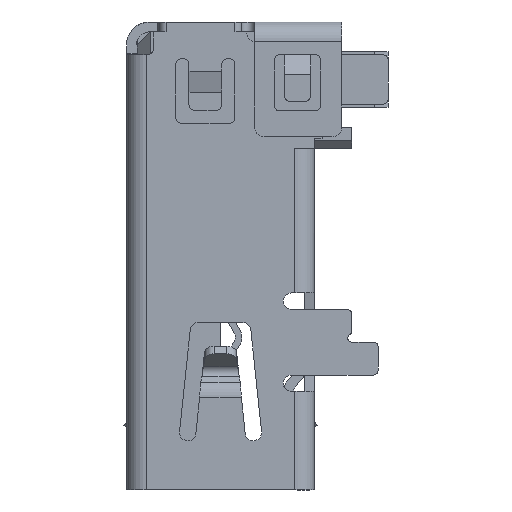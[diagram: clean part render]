
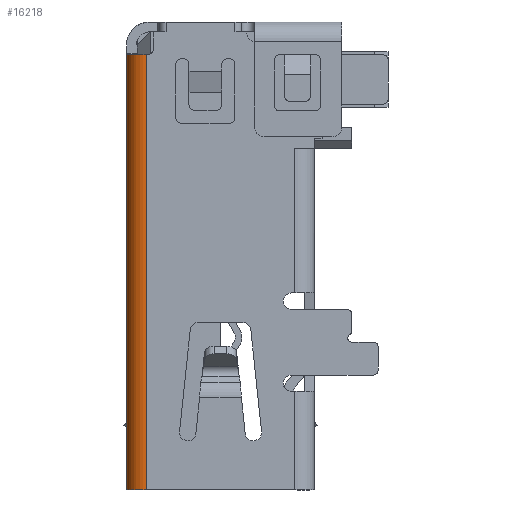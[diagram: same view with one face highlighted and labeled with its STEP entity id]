
A CAD part, left-side view. The second image highlights one B-rep face of the part: STEP entity #16218.
In plain terms, the highlighted cylindrical face has radius 0.6 mm (diameter 1.2 mm), a partial arc.
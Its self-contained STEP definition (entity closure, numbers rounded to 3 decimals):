
#253=CARTESIAN_POINT('',(-5.95,4.82,13.25));
#254=DIRECTION('',(0.,0.,1.));
#255=DIRECTION('',(0.,1.,0.));
#256=AXIS2_PLACEMENT_3D('',#253,#254,#255);
#2055=CARTESIAN_POINT('',(-5.95,4.82,0.));
#2056=DIRECTION('',(0.,0.,-1.));
#2057=DIRECTION('',(-1.,0.,0.));
#2058=AXIS2_PLACEMENT_3D('',#2055,#2056,#2057);
#4064=DIRECTION('',(0.,0.,1.));
#4065=VECTOR('',#4064,13.25);
#4066=CARTESIAN_POINT('',(-6.55,4.82,0.));
#4067=LINE('',#4066,#4065);
#4068=DIRECTION('',(0.,0.,-1.));
#4069=VECTOR('',#4068,13.25);
#4070=CARTESIAN_POINT('',(-5.95,5.42,13.25));
#4071=LINE('',#4070,#4069);
#10485=CARTESIAN_POINT('',(-5.95,5.42,13.25));
#10486=VERTEX_POINT('',#10485);
#10487=CARTESIAN_POINT('',(-5.95,5.42,0.));
#10488=VERTEX_POINT('',#10487);
#10501=CARTESIAN_POINT('',(-6.55,4.82,13.25));
#10502=VERTEX_POINT('',#10501);
#10659=CARTESIAN_POINT('',(-6.55,4.82,0.));
#10660=VERTEX_POINT('',#10659);
#16207=CARTESIAN_POINT('',(-5.95,4.82,0.));
#16208=DIRECTION('',(0.,0.,1.));
#16209=DIRECTION('',(1.,0.,0.));
#16210=AXIS2_PLACEMENT_3D('',#16207,#16208,#16209);
#16211=CYLINDRICAL_SURFACE('',#16210,0.6);
#16212=ORIENTED_EDGE('',*,*,#16074,.F.);
#16213=ORIENTED_EDGE('',*,*,#13496,.T.);
#16214=ORIENTED_EDGE('',*,*,#13158,.F.);
#16215=ORIENTED_EDGE('',*,*,#11579,.T.);
#16216=EDGE_LOOP('',(#16212,#16213,#16214,#16215));
#16217=FACE_OUTER_BOUND('',#16216,.F.);
#16218=ADVANCED_FACE('',(#16217),#16211,.T.);
#257=CIRCLE('',#256,0.6);
#2059=CIRCLE('',#2058,0.6);
#11579=EDGE_CURVE('',#10486,#10502,#257,.T.);
#13158=EDGE_CURVE('',#10486,#10488,#4071,.T.);
#13496=EDGE_CURVE('',#10660,#10488,#2059,.T.);
#16074=EDGE_CURVE('',#10660,#10502,#4067,.T.);
